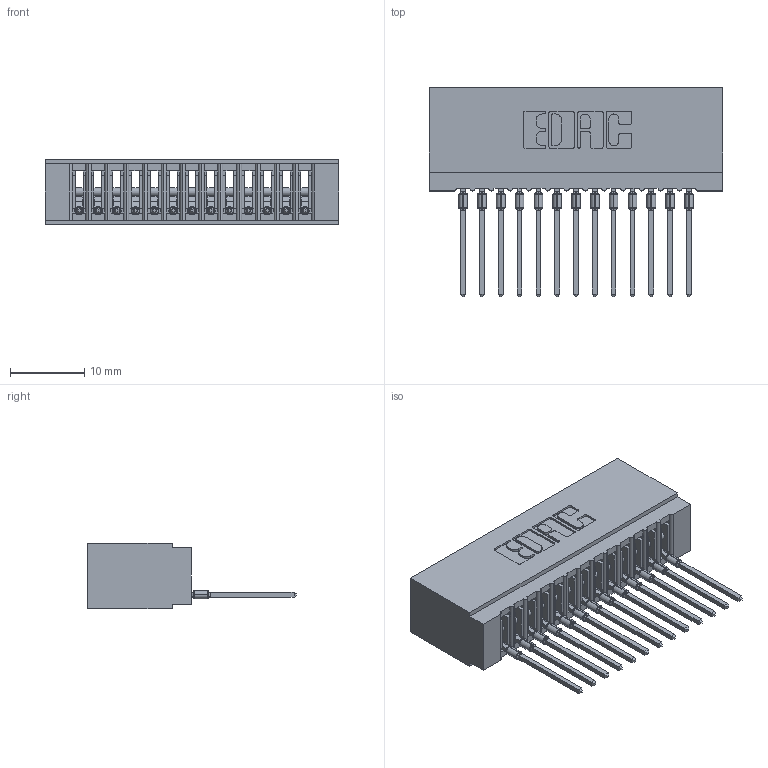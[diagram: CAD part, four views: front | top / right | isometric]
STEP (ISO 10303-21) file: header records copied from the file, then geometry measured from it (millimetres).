
FILE_DESCRIPTION (( 'STEP AP203' ), '1' );
FILE_NAME ('725-013-540-101.STEP', '2026-03-05T20:51:18', ( '' ), ( '' ), 'SwSTEP 2.0', 'SolidWorks 2023', '' );
FILE_SCHEMA (( 'CONFIG_CONTROL_DESIGN' ));
Length unit declared in the file: millimetre
Products named in the file (3): 725 Part_Insulator Option - 01; 745-292-001_540; 725-013-540-101
Assembly tree (14 placements, depth 2):
  725-013-540-101
    725 Part_Insulator Option - 01
    745-292-001_540  x13
Bounding box: 39.62 x 28.21 x 8.89 mm (x, y, z)
Volume: 3199.4 mm3; surface area: 5774.5 mm2
Topology: 14 solids, 14 shells, 1551 faces, 4258 edges, 2690 vertices
Faces by surface type: plane 926, cylinder 287, bspline 260, torus 78
Entity records: 25393 total; most frequent: CARTESIAN_POINT 4974, ORIENTED_EDGE 4364, DIRECTION 3814, EDGE_CURVE 2182, LINE 1922, VECTOR 1922, VERTEX_POINT 1394, AXIS2_PLACEMENT_3D 946
